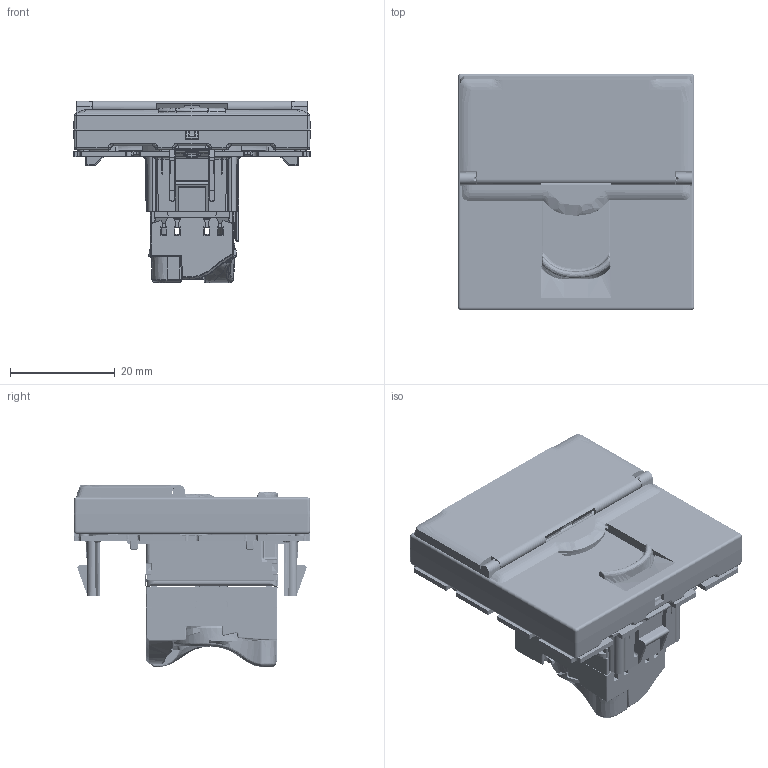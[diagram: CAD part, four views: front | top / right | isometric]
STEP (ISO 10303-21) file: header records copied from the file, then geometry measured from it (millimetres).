
FILE_DESCRIPTION(('CATIA V5 STEP Exchange','CAx-IF Rec.Pracs.--- Model Styling and Organization---1.5--- 2016-08-15','CAx-IF Rec.Pracs.---Supplemental Geometry---1.0---2011-11-01','CAx-IF Rec.Pracs.--- Composite Materials ---1.1---2010-07-15'),'2;1');
FILE_NAME('076576.stp','2024-09-27T07:08:27+00:00',('none'),('none'),'CATIA Version 5-6 Release 2020 SP5','CATIA V5 STEP AP214 v2','none');
FILE_SCHEMA(('AUTOMOTIVE_DESIGN { 1 0 10303 214 1 1 1 1 }'));
Products named in the file (1): 076576
Bounding box: 45.05 x 45.05 x 34.64 mm (x, y, z)
Volume: 12915.2 mm3; surface area: 25470 mm2
Topology: 9 solids, 15 shells, 7741 faces, 22014 edges, 14159 vertices
Faces by surface type: plane 4964, bspline 1200, cylinder 996, cone 302, torus 133, sphere 117, extrusion 23, revolution 6
Entity records: 300731 total; most frequent: CARTESIAN_POINT 123279, ORIENTED_EDGE 43742, DIRECTION 25781, EDGE_CURVE 21871, VERTEX_POINT 14159, VECTOR 13344, LINE 13323, EDGE_LOOP 7836
